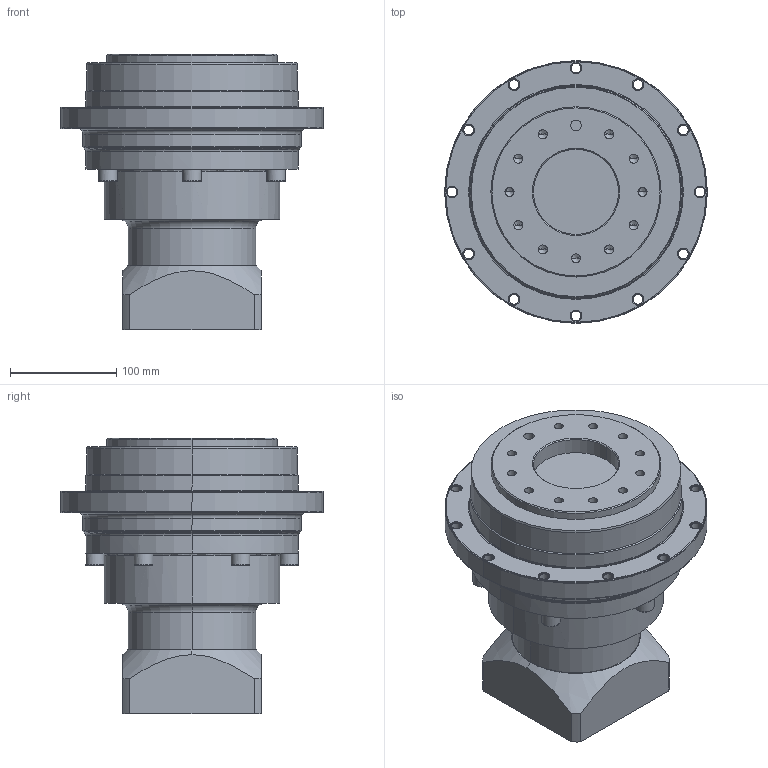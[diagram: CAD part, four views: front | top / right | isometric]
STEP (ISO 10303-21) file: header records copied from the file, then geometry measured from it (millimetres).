
FILE_DESCRIPTION((''),'2;1');
FILE_NAME('VRT200-L3-P2','2022-06-15T10:53:40',('Administrator'),(''),'CREO PARAMETRIC BY PTC INC, 2019010','CREO PARAMETRIC BY PTC INC, 2019010','');
FILE_SCHEMA(('CONFIG_CONTROL_DESIGN'));
Length unit declared in the file: millimetre
Products named in the file (1): VRT200-L3-P2
Bounding box: 247 x 247 x 259 mm (x, y, z)
Volume: 5768256.6 mm3; surface area: 284466.6 mm2
Topology: 1 solids, 1 shells, 453 faces, 1112 edges, 671 vertices
Faces by surface type: torus 170, plane 121, cylinder 112, cone 50
Entity records: 13841 total; most frequent: CARTESIAN_POINT 2766, DIRECTION 2604, ORIENTED_EDGE 2164, AXIS2_PLACEMENT_3D 1118, EDGE_CURVE 1082, VERTEX_POINT 671, CIRCLE 665, EDGE_LOOP 517
